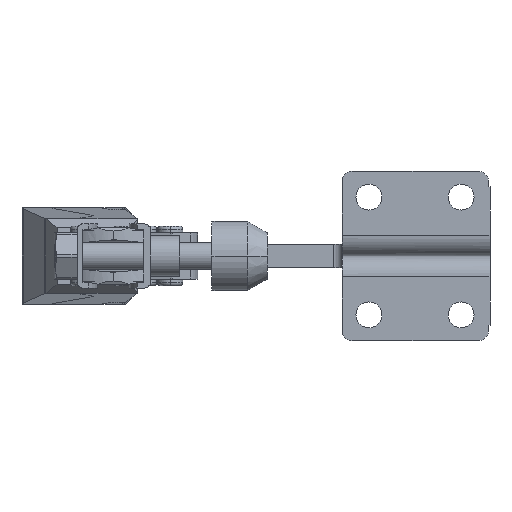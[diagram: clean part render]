
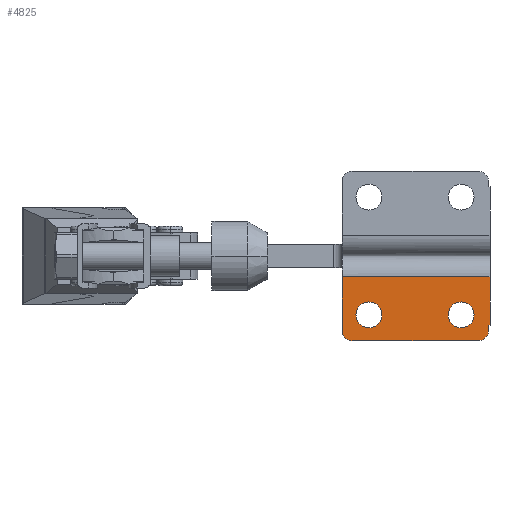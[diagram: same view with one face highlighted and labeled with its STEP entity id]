
A CAD part, left-side view. The second image highlights one B-rep face of the part: STEP entity #4825.
In plain terms, the highlighted planar face has unit normal (-1, 0, 0).
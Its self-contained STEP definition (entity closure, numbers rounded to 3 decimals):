
#7 = CARTESIAN_POINT ( 'NONE',  ( -12., -72.25, -15.9 ) ) ;
#48 = FACE_OUTER_BOUND ( 'NONE', #4059, .T. ) ;
#163 = DIRECTION ( 'NONE',  ( 0., 1., 0. ) ) ;
#223 = ORIENTED_EDGE ( 'NONE', *, *, #8539, .F. ) ;
#403 = CARTESIAN_POINT ( 'NONE',  ( -12., -43., -4.5 ) ) ;
#416 = CIRCLE ( 'NONE', #1863, 2.8 ) ;
#435 = CARTESIAN_POINT ( 'NONE',  ( -12., -45.25, -18.4 ) ) ;
#666 = EDGE_LOOP ( 'NONE', ( #7862, #5128 ) ) ;
#794 = EDGE_LOOP ( 'NONE', ( #8754, #223 ) ) ;
#922 = CIRCLE ( 'NONE', #6703, 2.5 ) ;
#954 = AXIS2_PLACEMENT_3D ( 'NONE', #7286, #10687, #10752 ) ;
#1042 = LINE ( 'NONE', #1946, #3446 ) ;
#1263 = VERTEX_POINT ( 'NONE', #403 ) ;
#1608 = VECTOR ( 'NONE', #2544, 1000. ) ;
#1652 = EDGE_CURVE ( 'NONE', #6275, #10721, #7714, .T. ) ;
#1715 = CARTESIAN_POINT ( 'NONE',  ( -12., -48.75, -15.55 ) ) ;
#1863 = AXIS2_PLACEMENT_3D ( 'NONE', #9840, #7342, #9777 ) ;
#1935 = CARTESIAN_POINT ( 'NONE',  ( -12., -75., -4.5 ) ) ;
#1946 = CARTESIAN_POINT ( 'NONE',  ( -12., -75., 18.5 ) ) ;
#1952 = ORIENTED_EDGE ( 'NONE', *, *, #4462, .T. ) ;
#2238 = VECTOR ( 'NONE', #2266, 1000. ) ;
#2266 = DIRECTION ( 'NONE',  ( 0., 1., 0. ) ) ;
#2268 = DIRECTION ( 'NONE',  ( 0., -1., 0. ) ) ;
#2412 = CARTESIAN_POINT ( 'NONE',  ( -12., -74.75, 18.5 ) ) ;
#2508 = CARTESIAN_POINT ( 'NONE',  ( -12., -75., -15. ) ) ;
#2544 = DIRECTION ( 'NONE',  ( 0., 0., -1. ) ) ;
#2627 = VERTEX_POINT ( 'NONE', #1715 ) ;
#2637 = PLANE ( 'NONE',  #5526 ) ;
#2853 = EDGE_CURVE ( 'NONE', #8926, #2627, #4810, .T. ) ;
#2899 = DIRECTION ( 'NONE',  ( 0., 0., -1. ) ) ;
#3106 = CARTESIAN_POINT ( 'NONE',  ( -12., 100., -4.5 ) ) ;
#3126 = CARTESIAN_POINT ( 'NONE',  ( -12., -48.75, -9.95 ) ) ;
#3271 = DIRECTION ( 'NONE',  ( 0., 0., -1. ) ) ;
#3314 = DIRECTION ( 'NONE',  ( 0., 0., -1. ) ) ;
#3330 = CARTESIAN_POINT ( 'NONE',  ( -12., -68.75, -12.75 ) ) ;
#3343 = CARTESIAN_POINT ( 'NONE',  ( -12., -72.25, -18.4 ) ) ;
#3376 = DIRECTION ( 'NONE',  ( 0., 0., -1. ) ) ;
#3420 = DIRECTION ( 'NONE',  ( -1., 0., 0. ) ) ;
#3446 = VECTOR ( 'NONE', #2899, 1000. ) ;
#3957 = EDGE_CURVE ( 'NONE', #1263, #9411, #4840, .T. ) ;
#4059 = EDGE_LOOP ( 'NONE', ( #7686, #9937, #6635, #1952, #4504, #8858, #10518, #9648 ) ) ;
#4062 = CARTESIAN_POINT ( 'NONE',  ( -12., -74.75, -15. ) ) ;
#4215 = AXIS2_PLACEMENT_3D ( 'NONE', #3330, #6781, #10243 ) ;
#4424 = CARTESIAN_POINT ( 'NONE',  ( -12., -74.75, -15.9 ) ) ;
#4462 = EDGE_CURVE ( 'NONE', #10388, #4814, #6309, .T. ) ;
#4484 = AXIS2_PLACEMENT_3D ( 'NONE', #7, #3420, #3376 ) ;
#4504 = ORIENTED_EDGE ( 'NONE', *, *, #6039, .F. ) ;
#4810 = CIRCLE ( 'NONE', #7359, 2.8 ) ;
#4814 = VERTEX_POINT ( 'NONE', #4424 ) ;
#4825 = ADVANCED_FACE ( 'NONE', ( #48, #7888, #6926 ), #2637, .F. ) ;
#4840 = LINE ( 'NONE', #6618, #1608 ) ;
#4899 = LINE ( 'NONE', #10975, #2238 ) ;
#4957 = LINE ( 'NONE', #3106, #5308 ) ;
#4960 = DIRECTION ( 'NONE',  ( -1., 0., 0. ) ) ;
#5128 = ORIENTED_EDGE ( 'NONE', *, *, #9698, .F. ) ;
#5308 = VECTOR ( 'NONE', #2268, 1000. ) ;
#5493 = CARTESIAN_POINT ( 'NONE',  ( -12., -68.75, -9.95 ) ) ;
#5526 = AXIS2_PLACEMENT_3D ( 'NONE', #9583, #8515, #163 ) ;
#5940 = EDGE_CURVE ( 'NONE', #9411, #7292, #922, .T. ) ;
#5953 = DIRECTION ( 'NONE',  ( 0., 1., 0. ) ) ;
#6039 = EDGE_CURVE ( 'NONE', #10721, #4814, #10283, .T. ) ;
#6083 = CARTESIAN_POINT ( 'NONE',  ( -12., -45.25, -15.9 ) ) ;
#6275 = VERTEX_POINT ( 'NONE', #2508 ) ;
#6309 = CIRCLE ( 'NONE', #4484, 2.5 ) ;
#6618 = CARTESIAN_POINT ( 'NONE',  ( -12., -43., 18.5 ) ) ;
#6635 = ORIENTED_EDGE ( 'NONE', *, *, #9460, .F. ) ;
#6703 = AXIS2_PLACEMENT_3D ( 'NONE', #6083, #11173, #3314 ) ;
#6781 = DIRECTION ( 'NONE',  ( -1., 0., 0. ) ) ;
#6926 = FACE_BOUND ( 'NONE', #794, .T. ) ;
#7286 = CARTESIAN_POINT ( 'NONE',  ( -12., -48.75, -12.75 ) ) ;
#7292 = VERTEX_POINT ( 'NONE', #435 ) ;
#7342 = DIRECTION ( 'NONE',  ( -1., 0., 0. ) ) ;
#7359 = AXIS2_PLACEMENT_3D ( 'NONE', #9217, #4960, #3271 ) ;
#7518 = EDGE_CURVE ( 'NONE', #10625, #6275, #1042, .T. ) ;
#7669 = CARTESIAN_POINT ( 'NONE',  ( -12., -43., -15. ) ) ;
#7686 = ORIENTED_EDGE ( 'NONE', *, *, #3957, .T. ) ;
#7714 = LINE ( 'NONE', #7669, #9459 ) ;
#7862 = ORIENTED_EDGE ( 'NONE', *, *, #8546, .F. ) ;
#7888 = FACE_BOUND ( 'NONE', #666, .T. ) ;
#7971 = CARTESIAN_POINT ( 'NONE',  ( -12., -43., -16.99 ) ) ;
#8515 = DIRECTION ( 'NONE',  ( 1., 0., 0. ) ) ;
#8539 = EDGE_CURVE ( 'NONE', #2627, #8926, #9072, .T. ) ;
#8546 = EDGE_CURVE ( 'NONE', #8785, #9533, #416, .T. ) ;
#8754 = ORIENTED_EDGE ( 'NONE', *, *, #2853, .F. ) ;
#8785 = VERTEX_POINT ( 'NONE', #5493 ) ;
#8858 = ORIENTED_EDGE ( 'NONE', *, *, #1652, .F. ) ;
#8926 = VERTEX_POINT ( 'NONE', #3126 ) ;
#9072 = CIRCLE ( 'NONE', #954, 2.8 ) ;
#9096 = CARTESIAN_POINT ( 'NONE',  ( -12., -68.75, -15.55 ) ) ;
#9217 = CARTESIAN_POINT ( 'NONE',  ( -12., -48.75, -12.75 ) ) ;
#9411 = VERTEX_POINT ( 'NONE', #7971 ) ;
#9459 = VECTOR ( 'NONE', #5953, 1000. ) ;
#9460 = EDGE_CURVE ( 'NONE', #10388, #7292, #4899, .T. ) ;
#9533 = VERTEX_POINT ( 'NONE', #9096 ) ;
#9583 = CARTESIAN_POINT ( 'NONE',  ( -12., -43., 18.5 ) ) ;
#9648 = ORIENTED_EDGE ( 'NONE', *, *, #10782, .F. ) ;
#9698 = EDGE_CURVE ( 'NONE', #9533, #8785, #10200, .T. ) ;
#9777 = DIRECTION ( 'NONE',  ( 0., 0., -1. ) ) ;
#9840 = CARTESIAN_POINT ( 'NONE',  ( -12., -68.75, -12.75 ) ) ;
#9937 = ORIENTED_EDGE ( 'NONE', *, *, #5940, .T. ) ;
#10148 = VECTOR ( 'NONE', #10229, 1000. ) ;
#10200 = CIRCLE ( 'NONE', #4215, 2.8 ) ;
#10229 = DIRECTION ( 'NONE',  ( 0., 0., -1. ) ) ;
#10243 = DIRECTION ( 'NONE',  ( 0., 0., -1. ) ) ;
#10283 = LINE ( 'NONE', #2412, #10148 ) ;
#10388 = VERTEX_POINT ( 'NONE', #3343 ) ;
#10518 = ORIENTED_EDGE ( 'NONE', *, *, #7518, .F. ) ;
#10625 = VERTEX_POINT ( 'NONE', #1935 ) ;
#10687 = DIRECTION ( 'NONE',  ( -1., 0., 0. ) ) ;
#10721 = VERTEX_POINT ( 'NONE', #4062 ) ;
#10752 = DIRECTION ( 'NONE',  ( 0., 0., -1. ) ) ;
#10782 = EDGE_CURVE ( 'NONE', #1263, #10625, #4957, .T. ) ;
#10975 = CARTESIAN_POINT ( 'NONE',  ( -12., -43., -18.4 ) ) ;
#11173 = DIRECTION ( 'NONE',  ( -1., 0., 0. ) ) ;
